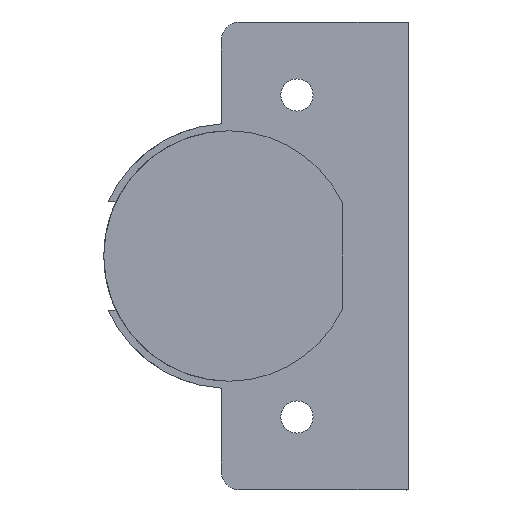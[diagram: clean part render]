
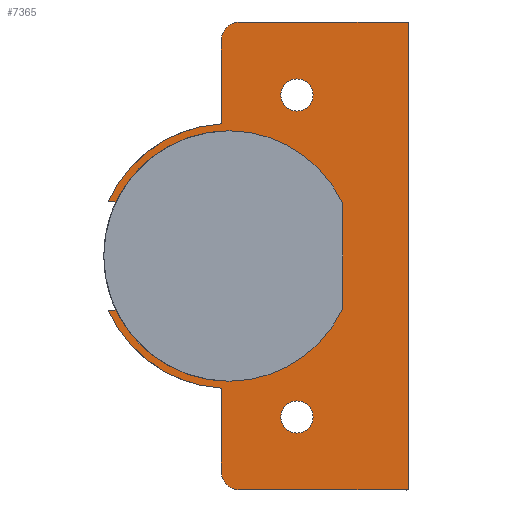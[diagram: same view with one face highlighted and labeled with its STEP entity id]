
A CAD part, front view. The second image highlights one B-rep face of the part: STEP entity #7365.
In plain terms, the highlighted planar face has unit normal (0, -1, 0).
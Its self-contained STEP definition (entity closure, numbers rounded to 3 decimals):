
#1514=DIRECTION('',(0.,0.,1.));
#1515=VECTOR('',#1514,11.73);
#1516=CARTESIAN_POINT('',(3.267,0.,-30.2));
#1517=LINE('',#1516,#1515);
#1531=CARTESIAN_POINT('',(3.267,0.,
-18.47));
#1543=CARTESIAN_POINT('',(4.317,0.,
0.));
#1544=DIRECTION('',(0.,-1.,0.));
#1545=DIRECTION('',(-0.057,0.,0.998));
#1546=AXIS2_PLACEMENT_3D('',#1543,#1544,#1545);
#1551=DIRECTION('',(0.,0.,-1.));
#1552=VECTOR('',#1551,11.73);
#1553=CARTESIAN_POINT('',(3.267,0.,30.2));
#1554=LINE('',#1553,#1552);
#1558=CARTESIAN_POINT('',(5.776,0.,32.7));
#1559=CARTESIAN_POINT('',(5.359,0.,32.7));
#1560=CARTESIAN_POINT('',(4.704,0.,32.52));
#1561=CARTESIAN_POINT('',(3.966,0.,32.006));
#1562=CARTESIAN_POINT('',(3.449,0.,31.27));
#1563=CARTESIAN_POINT('',(3.267,0.,30.617));
#1564=CARTESIAN_POINT('',(3.267,0.,30.2));
#1569=DIRECTION('',(-1.,0.,0.));
#1570=VECTOR('',#1569,23.59);
#1571=CARTESIAN_POINT('',(29.367,0.,32.7));
#1572=LINE('',#1571,#1570);
#1576=DIRECTION('',(0.,0.,1.));
#1577=VECTOR('',#1576,65.4);
#1578=CARTESIAN_POINT('',(29.367,0.,-32.7));
#1579=LINE('',#1578,#1577);
#1583=DIRECTION('',(1.,0.,0.));
#1584=VECTOR('',#1583,23.59);
#1585=CARTESIAN_POINT('',(5.776,0.,-32.7));
#1586=LINE('',#1585,#1584);
#1590=CARTESIAN_POINT('',(3.267,0.,-30.2));
#1591=CARTESIAN_POINT('',(3.267,0.,
-30.617));
#1592=CARTESIAN_POINT('',(3.449,0.,
-31.27));
#1593=CARTESIAN_POINT('',(3.966,0.,
-32.006));
#1594=CARTESIAN_POINT('',(4.704,0.,
-32.52));
#1595=CARTESIAN_POINT('',(5.359,0.,-32.7));
#1596=CARTESIAN_POINT('',(5.776,0.,-32.7));
#1601=CARTESIAN_POINT('',(4.317,0.,
0.));
#1602=DIRECTION('',(0.,-1.,0.));
#1603=DIRECTION('',(-0.912,0.,-0.409));
#1604=AXIS2_PLACEMENT_3D('',#1601,#1602,#1603);
#1609=DIRECTION('',(-1.,0.,0.));
#1610=VECTOR('',#1609,1.102);
#1611=CARTESIAN_POINT('',(-11.459,0.,
-7.575));
#1612=LINE('',#1611,#1610);
#1616=CARTESIAN_POINT('',(4.317,0.,
0.));
#1617=DIRECTION('',(0.,1.,0.));
#1618=DIRECTION('',(0.,0.,-1.));
#1619=AXIS2_PLACEMENT_3D('',#1616,#1617,#1618);
#1624=CARTESIAN_POINT('',(4.317,0.,
0.));
#1625=DIRECTION('',(0.,1.,0.));
#1626=DIRECTION('',(0.909,0.,-0.418));
#1627=AXIS2_PLACEMENT_3D('',#1624,#1625,#1626);
#1632=DIRECTION('',(0.,0.,-1.));
#1633=VECTOR('',#1632,14.621);
#1634=CARTESIAN_POINT('',(20.217,0.,
7.31));
#1635=LINE('',#1634,#1633);
#1639=CARTESIAN_POINT('',(4.317,0.,
0.));
#1640=DIRECTION('',(0.,1.,0.));
#1641=DIRECTION('',(0.,0.,1.));
#1642=AXIS2_PLACEMENT_3D('',#1639,#1640,#1641);
#1647=CARTESIAN_POINT('',(4.317,0.,
0.));
#1648=DIRECTION('',(0.,1.,0.));
#1649=DIRECTION('',(-0.901,0.,0.433));
#1650=AXIS2_PLACEMENT_3D('',#1647,#1648,#1649);
#1655=DIRECTION('',(1.,0.,0.));
#1656=VECTOR('',#1655,1.102);
#1657=CARTESIAN_POINT('',(-12.561,0.,
7.575));
#1658=LINE('',#1657,#1656);
#1662=CARTESIAN_POINT('',(13.817,0.,22.5));
#1663=DIRECTION('',(0.,1.,0.));
#1664=DIRECTION('',(-1.,0.,0.));
#1665=AXIS2_PLACEMENT_3D('',#1662,#1663,#1664);
#1670=CARTESIAN_POINT('',(13.817,0.,22.5));
#1671=DIRECTION('',(0.,1.,0.));
#1672=DIRECTION('',(1.,0.,0.));
#1673=AXIS2_PLACEMENT_3D('',#1670,#1671,#1672);
#1678=CARTESIAN_POINT('',(13.817,0.,-22.5));
#1679=DIRECTION('',(0.,1.,0.));
#1680=DIRECTION('',(-1.,0.,0.));
#1681=AXIS2_PLACEMENT_3D('',#1678,#1679,#1680);
#1686=CARTESIAN_POINT('',(13.817,0.,-22.5));
#1687=DIRECTION('',(0.,1.,0.));
#1688=DIRECTION('',(1.,0.,0.));
#1689=AXIS2_PLACEMENT_3D('',#1686,#1687,#1688);
#5635=VERTEX_POINT('',#1531);
#5647=CARTESIAN_POINT('',(29.367,0.,-32.7));
#5648=VERTEX_POINT('',#5647);
#5657=CARTESIAN_POINT('',(3.267,0.,18.47));
#5658=CARTESIAN_POINT('',(-12.561,0.,
7.575));
#5659=VERTEX_POINT('',#5657);
#5660=VERTEX_POINT('',#5658);
#5661=CARTESIAN_POINT('',(3.267,0.,-30.2));
#5662=VERTEX_POINT('',#5661);
#5672=CARTESIAN_POINT('',(5.776,0.,-32.7));
#5673=VERTEX_POINT('',#5672);
#5684=CARTESIAN_POINT('',(29.367,0.,32.7));
#5685=CARTESIAN_POINT('',(5.776,0.,32.7));
#5686=VERTEX_POINT('',#5684);
#5687=VERTEX_POINT('',#5685);
#5698=CARTESIAN_POINT('',(11.567,0.,22.5));
#5699=CARTESIAN_POINT('',(16.067,0.,22.5));
#5700=VERTEX_POINT('',#5698);
#5701=VERTEX_POINT('',#5699);
#5702=CARTESIAN_POINT('',(-11.459,0.,
7.575));
#5703=VERTEX_POINT('',#5702);
#5704=CARTESIAN_POINT('',(3.267,0.,30.2));
#5705=VERTEX_POINT('',#5704);
#5706=CARTESIAN_POINT('',(-12.561,0.,
-7.575));
#5707=VERTEX_POINT('',#5706);
#5718=CARTESIAN_POINT('',(11.567,0.,-22.5));
#5719=CARTESIAN_POINT('',(16.067,0.,-22.5));
#5720=VERTEX_POINT('',#5718);
#5721=VERTEX_POINT('',#5719);
#5722=CARTESIAN_POINT('',(4.317,0.,17.5));
#5723=VERTEX_POINT('',#5722);
#5736=CARTESIAN_POINT('',(-11.459,0.,
-7.575));
#5737=VERTEX_POINT('',#5736);
#5746=CARTESIAN_POINT('',(20.217,0.,
7.31));
#5747=VERTEX_POINT('',#5746);
#5775=CARTESIAN_POINT('',(20.217,0.,
-7.31));
#5776=VERTEX_POINT('',#5775);
#5777=CARTESIAN_POINT('',(4.317,0.,-17.5));
#5778=VERTEX_POINT('',#5777);
#7318=CARTESIAN_POINT('',(4.317,0.,
0.));
#7319=DIRECTION('',(0.,-1.,0.));
#7320=DIRECTION('',(0.,0.,1.));
#7321=AXIS2_PLACEMENT_3D('',#7318,#7319,#7320);
#7322=PLANE('',#7321);
#7324=ORIENTED_EDGE('',*,*,#7323,.F.);
#7326=ORIENTED_EDGE('',*,*,#7325,.F.);
#7328=ORIENTED_EDGE('',*,*,#7327,.F.);
#7330=ORIENTED_EDGE('',*,*,#7329,.F.);
#7332=ORIENTED_EDGE('',*,*,#7331,.F.);
#7333=ORIENTED_EDGE('',*,*,#6759,.F.);
#7335=ORIENTED_EDGE('',*,*,#7334,.F.);
#7336=ORIENTED_EDGE('',*,*,#7295,.T.);
#7337=ORIENTED_EDGE('',*,*,#7310,.F.);
#7338=ORIENTED_EDGE('',*,*,#6511,.F.);
#7340=ORIENTED_EDGE('',*,*,#7339,.F.);
#7342=ORIENTED_EDGE('',*,*,#7341,.F.);
#7344=ORIENTED_EDGE('',*,*,#7343,.F.);
#7346=ORIENTED_EDGE('',*,*,#7345,.F.);
#7348=ORIENTED_EDGE('',*,*,#7347,.F.);
#7350=ORIENTED_EDGE('',*,*,#7349,.F.);
#7351=EDGE_LOOP('',(#7324,#7326,#7328,#7330,#7332,#7333,#7335,#7336,#7337,#7338,
#7340,#7342,#7344,#7346,#7348,#7350));
#7352=FACE_OUTER_BOUND('',#7351,.F.);
#7354=ORIENTED_EDGE('',*,*,#7353,.F.);
#7356=ORIENTED_EDGE('',*,*,#7355,.F.);
#7357=EDGE_LOOP('',(#7354,#7356));
#7358=FACE_BOUND('',#7357,.F.);
#7360=ORIENTED_EDGE('',*,*,#7359,.F.);
#7362=ORIENTED_EDGE('',*,*,#7361,.F.);
#7363=EDGE_LOOP('',(#7360,#7362));
#7364=FACE_BOUND('',#7363,.F.);
#1547=CIRCLE('',#1546,18.5);
#1565=B_SPLINE_CURVE_WITH_KNOTS('',3,(#1558,#1559,#1560,#1561,#1562,#1563,
#1564),.UNSPECIFIED.,.F.,.F.,(4,1,1,1,4),(0.,0.25,0.5,0.75,1.),
.UNSPECIFIED.);
#1597=B_SPLINE_CURVE_WITH_KNOTS('',3,(#1590,#1591,#1592,#1593,#1594,#1595,
#1596),.UNSPECIFIED.,.F.,.F.,(4,1,1,1,4),(0.,0.25,0.5,0.75,1.),
.UNSPECIFIED.);
#1605=CIRCLE('',#1604,18.5);
#1620=CIRCLE('',#1619,17.5);
#1628=CIRCLE('',#1627,17.5);
#1643=CIRCLE('',#1642,17.5);
#1651=CIRCLE('',#1650,17.5);
#1666=CIRCLE('',#1665,2.25);
#1674=CIRCLE('',#1673,2.25);
#1682=CIRCLE('',#1681,2.25);
#1690=CIRCLE('',#1689,2.25);
#6511=EDGE_CURVE('',#5737,#5707,#1612,.T.);
#6759=EDGE_CURVE('',#5673,#5648,#1586,.T.);
#7295=EDGE_CURVE('',#5662,#5635,#1517,.T.);
#7310=EDGE_CURVE('',#5707,#5635,#1605,.T.);
#7323=EDGE_CURVE('',#5659,#5660,#1547,.T.);
#7325=EDGE_CURVE('',#5705,#5659,#1554,.T.);
#7327=EDGE_CURVE('',#5687,#5705,#1565,.T.);
#7329=EDGE_CURVE('',#5686,#5687,#1572,.T.);
#7331=EDGE_CURVE('',#5648,#5686,#1579,.T.);
#7334=EDGE_CURVE('',#5662,#5673,#1597,.T.);
#7339=EDGE_CURVE('',#5778,#5737,#1620,.T.);
#7341=EDGE_CURVE('',#5776,#5778,#1628,.T.);
#7343=EDGE_CURVE('',#5747,#5776,#1635,.T.);
#7345=EDGE_CURVE('',#5723,#5747,#1643,.T.);
#7347=EDGE_CURVE('',#5703,#5723,#1651,.T.);
#7349=EDGE_CURVE('',#5660,#5703,#1658,.T.);
#7353=EDGE_CURVE('',#5700,#5701,#1666,.T.);
#7355=EDGE_CURVE('',#5701,#5700,#1674,.T.);
#7359=EDGE_CURVE('',#5720,#5721,#1682,.T.);
#7361=EDGE_CURVE('',#5721,#5720,#1690,.T.);
#7365=ADVANCED_FACE('',(#7352,#7358,#7364),#7322,.T.);
